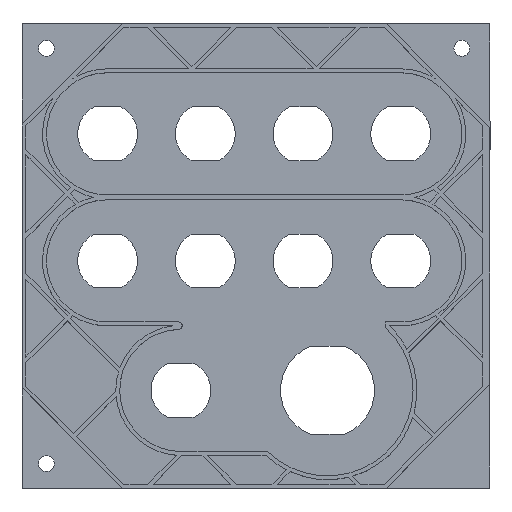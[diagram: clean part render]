
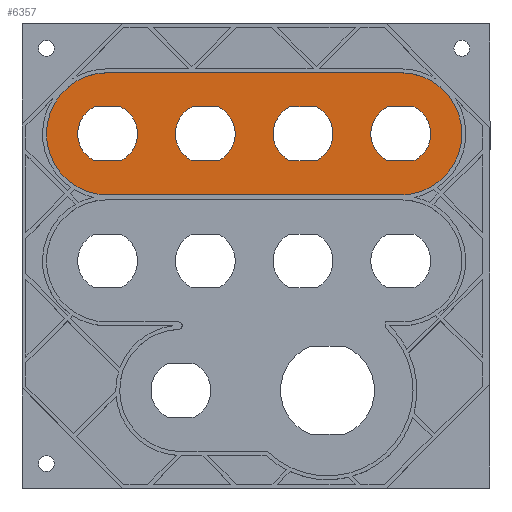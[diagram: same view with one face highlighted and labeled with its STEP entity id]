
A CAD part, top view. The second image highlights one B-rep face of the part: STEP entity #6357.
In plain terms, the highlighted planar face has unit normal (0, 0, 1).
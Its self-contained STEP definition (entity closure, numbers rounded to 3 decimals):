
#74=FACE_BOUND('',#1055,.T.);
#75=FACE_BOUND('',#1056,.T.);
#76=FACE_BOUND('',#1057,.T.);
#77=FACE_BOUND('',#1058,.T.);
#265=CIRCLE('',#6499,6.125);
#266=CIRCLE('',#6501,6.125);
#269=CIRCLE('',#6506,6.125);
#270=CIRCLE('',#6508,6.125);
#273=CIRCLE('',#6513,6.125);
#274=CIRCLE('',#6515,6.125);
#277=CIRCLE('',#6520,6.125);
#278=CIRCLE('',#6522,6.125);
#353=CIRCLE('',#6760,12.5);
#354=CIRCLE('',#6761,12.5);
#654=FACE_OUTER_BOUND('',#1054,.T.);
#1054=EDGE_LOOP('',(#5441,#5442,#5443,#5444));
#1055=EDGE_LOOP('',(#5445,#5446,#5447,#5448));
#1056=EDGE_LOOP('',(#5449,#5450,#5451,#5452));
#1057=EDGE_LOOP('',(#5453,#5454,#5455,#5456));
#1058=EDGE_LOOP('',(#5457,#5458,#5459,#5460));
#1185=LINE('',#8425,#1874);
#1191=LINE('',#8446,#1880);
#1197=LINE('',#8467,#1886);
#1203=LINE('',#8488,#1892);
#1222=LINE('',#8537,#1911);
#1224=LINE('',#8540,#1913);
#1226=LINE('',#8543,#1915);
#1228=LINE('',#8546,#1917);
#1717=LINE('',#10877,#2406);
#1718=LINE('',#10880,#2407);
#1874=VECTOR('',#6937,10.);
#1880=VECTOR('',#6957,10.);
#1886=VECTOR('',#6977,10.);
#1892=VECTOR('',#6997,10.);
#1911=VECTOR('',#7052,10.);
#1913=VECTOR('',#7056,10.);
#1915=VECTOR('',#7060,10.);
#1917=VECTOR('',#7064,10.);
#2406=VECTOR('',#7997,10.);
#2407=VECTOR('',#8000,10.);
#2569=VERTEX_POINT('',#8422);
#2570=VERTEX_POINT('',#8424);
#2572=VERTEX_POINT('',#8430);
#2573=VERTEX_POINT('',#8434);
#2577=VERTEX_POINT('',#8443);
#2578=VERTEX_POINT('',#8445);
#2580=VERTEX_POINT('',#8451);
#2581=VERTEX_POINT('',#8455);
#2585=VERTEX_POINT('',#8464);
#2586=VERTEX_POINT('',#8466);
#2588=VERTEX_POINT('',#8472);
#2589=VERTEX_POINT('',#8476);
#2593=VERTEX_POINT('',#8485);
#2594=VERTEX_POINT('',#8487);
#2596=VERTEX_POINT('',#8493);
#2597=VERTEX_POINT('',#8497);
#3084=VERTEX_POINT('',#10873);
#3085=VERTEX_POINT('',#10874);
#3086=VERTEX_POINT('',#10876);
#3087=VERTEX_POINT('',#10878);
#3182=EDGE_CURVE('',#2570,#2569,#1185,.T.);
#3186=EDGE_CURVE('',#2569,#2572,#265,.T.);
#3187=EDGE_CURVE('',#2573,#2570,#266,.T.);
#3192=EDGE_CURVE('',#2578,#2577,#1191,.T.);
#3196=EDGE_CURVE('',#2577,#2580,#269,.T.);
#3197=EDGE_CURVE('',#2581,#2578,#270,.T.);
#3202=EDGE_CURVE('',#2586,#2585,#1197,.T.);
#3206=EDGE_CURVE('',#2585,#2588,#273,.T.);
#3207=EDGE_CURVE('',#2589,#2586,#274,.T.);
#3212=EDGE_CURVE('',#2594,#2593,#1203,.T.);
#3216=EDGE_CURVE('',#2593,#2596,#277,.T.);
#3217=EDGE_CURVE('',#2597,#2594,#278,.T.);
#3239=EDGE_CURVE('',#2572,#2573,#1222,.T.);
#3241=EDGE_CURVE('',#2580,#2581,#1224,.T.);
#3243=EDGE_CURVE('',#2588,#2589,#1226,.T.);
#3245=EDGE_CURVE('',#2596,#2597,#1228,.T.);
#3917=EDGE_CURVE('',#3084,#3085,#353,.T.);
#3918=EDGE_CURVE('',#3086,#3084,#1717,.T.);
#3919=EDGE_CURVE('',#3087,#3086,#354,.T.);
#3920=EDGE_CURVE('',#3085,#3087,#1718,.T.);
#5441=ORIENTED_EDGE('',*,*,#3917,.F.);
#5442=ORIENTED_EDGE('',*,*,#3918,.F.);
#5443=ORIENTED_EDGE('',*,*,#3919,.F.);
#5444=ORIENTED_EDGE('',*,*,#3920,.F.);
#5445=ORIENTED_EDGE('',*,*,#3197,.T.);
#5446=ORIENTED_EDGE('',*,*,#3192,.T.);
#5447=ORIENTED_EDGE('',*,*,#3196,.T.);
#5448=ORIENTED_EDGE('',*,*,#3241,.T.);
#5449=ORIENTED_EDGE('',*,*,#3217,.T.);
#5450=ORIENTED_EDGE('',*,*,#3212,.T.);
#5451=ORIENTED_EDGE('',*,*,#3216,.T.);
#5452=ORIENTED_EDGE('',*,*,#3245,.T.);
#5453=ORIENTED_EDGE('',*,*,#3207,.T.);
#5454=ORIENTED_EDGE('',*,*,#3202,.T.);
#5455=ORIENTED_EDGE('',*,*,#3206,.T.);
#5456=ORIENTED_EDGE('',*,*,#3243,.T.);
#5457=ORIENTED_EDGE('',*,*,#3187,.T.);
#5458=ORIENTED_EDGE('',*,*,#3182,.T.);
#5459=ORIENTED_EDGE('',*,*,#3186,.T.);
#5460=ORIENTED_EDGE('',*,*,#3239,.T.);
#6021=PLANE('',#6759);
#6357=ADVANCED_FACE('',(#654,#74,#75,#76,#77),#6021,.T.);
#6499=AXIS2_PLACEMENT_3D('',#8432,#6944,#6945);
#6501=AXIS2_PLACEMENT_3D('',#8435,#6948,#6949);
#6506=AXIS2_PLACEMENT_3D('',#8453,#6964,#6965);
#6508=AXIS2_PLACEMENT_3D('',#8456,#6968,#6969);
#6513=AXIS2_PLACEMENT_3D('',#8474,#6984,#6985);
#6515=AXIS2_PLACEMENT_3D('',#8477,#6988,#6989);
#6520=AXIS2_PLACEMENT_3D('',#8495,#7004,#7005);
#6522=AXIS2_PLACEMENT_3D('',#8498,#7008,#7009);
#6759=AXIS2_PLACEMENT_3D('',#10872,#7993,#7994);
#6760=AXIS2_PLACEMENT_3D('',#10875,#7995,#7996);
#6761=AXIS2_PLACEMENT_3D('',#10879,#7998,#7999);
#6937=DIRECTION('',(1.,0.,0.));
#6944=DIRECTION('center_axis',(0.,0.,
-1.));
#6945=DIRECTION('ref_axis',(-1.,0.,0.));
#6948=DIRECTION('center_axis',(0.,0.,
-1.));
#6949=DIRECTION('ref_axis',(-1.,0.,0.));
#6957=DIRECTION('',(1.,0.,0.));
#6964=DIRECTION('center_axis',(0.,0.,-1.));
#6965=DIRECTION('ref_axis',(-1.,0.,0.));
#6968=DIRECTION('center_axis',(0.,0.,-1.));
#6969=DIRECTION('ref_axis',(-1.,0.,0.));
#6977=DIRECTION('',(1.,0.,0.));
#6984=DIRECTION('center_axis',(0.,0.,
-1.));
#6985=DIRECTION('ref_axis',(-1.,0.,0.));
#6988=DIRECTION('center_axis',(0.,0.,
-1.));
#6989=DIRECTION('ref_axis',(-1.,0.,0.));
#6997=DIRECTION('',(1.,0.,0.));
#7004=DIRECTION('center_axis',(0.,0.,-1.));
#7005=DIRECTION('ref_axis',(-1.,0.,0.));
#7008=DIRECTION('center_axis',(0.,0.,-1.));
#7009=DIRECTION('ref_axis',(-1.,0.,0.));
#7052=DIRECTION('',(-1.,0.,0.));
#7056=DIRECTION('',(-1.,0.,0.));
#7060=DIRECTION('',(-1.,0.,0.));
#7064=DIRECTION('',(-1.,0.,0.));
#7993=DIRECTION('center_axis',(0.,0.,1.));
#7994=DIRECTION('ref_axis',(1.,0.,0.));
#7995=DIRECTION('center_axis',(0.,0.,-1.));
#7996=DIRECTION('ref_axis',(-1.,0.,0.));
#7997=DIRECTION('',(-1.,0.,0.));
#7998=DIRECTION('center_axis',(0.,0.,-1.));
#7999=DIRECTION('ref_axis',(-1.,0.,0.));
#8000=DIRECTION('',(1.,0.,0.));
#8422=CARTESIAN_POINT('',(-27.305,30.5,1.));
#8424=CARTESIAN_POINT('',(-32.695,30.5,1.));
#8425=CARTESIAN_POINT('',(32.695,30.5,1.));
#8430=CARTESIAN_POINT('',(-27.305,19.5,1.));
#8432=CARTESIAN_POINT('Origin',(-30.,25.,1.));
#8434=CARTESIAN_POINT('',(-32.695,19.5,1.));
#8435=CARTESIAN_POINT('Origin',(-30.,25.,1.));
#8443=CARTESIAN_POINT('',(12.695,30.5,1.));
#8445=CARTESIAN_POINT('',(7.305,30.5,1.));
#8446=CARTESIAN_POINT('',(32.695,30.5,1.));
#8451=CARTESIAN_POINT('',(12.695,19.5,1.));
#8453=CARTESIAN_POINT('Origin',(10.,25.,1.));
#8455=CARTESIAN_POINT('',(7.305,19.5,1.));
#8456=CARTESIAN_POINT('Origin',(10.,25.,1.));
#8464=CARTESIAN_POINT('',(32.695,30.5,1.));
#8466=CARTESIAN_POINT('',(27.305,30.5,1.));
#8467=CARTESIAN_POINT('',(32.695,30.5,1.));
#8472=CARTESIAN_POINT('',(32.695,19.5,1.));
#8474=CARTESIAN_POINT('Origin',(30.,25.,1.));
#8476=CARTESIAN_POINT('',(27.305,19.5,1.));
#8477=CARTESIAN_POINT('Origin',(30.,25.,1.));
#8485=CARTESIAN_POINT('',(-7.305,30.5,1.));
#8487=CARTESIAN_POINT('',(-12.695,30.5,1.));
#8488=CARTESIAN_POINT('',(32.695,30.5,1.));
#8493=CARTESIAN_POINT('',(-7.305,19.5,1.));
#8495=CARTESIAN_POINT('Origin',(-10.,25.,1.));
#8497=CARTESIAN_POINT('',(-12.695,19.5,1.));
#8498=CARTESIAN_POINT('Origin',(-10.,25.,1.));
#8537=CARTESIAN_POINT('',(32.695,19.5,1.));
#8540=CARTESIAN_POINT('',(32.695,19.5,1.));
#8543=CARTESIAN_POINT('',(32.695,19.5,1.));
#8546=CARTESIAN_POINT('',(32.695,19.5,1.));
#10872=CARTESIAN_POINT('Origin',(0.,0.,
1.));
#10873=CARTESIAN_POINT('',(-30.,12.5,1.));
#10874=CARTESIAN_POINT('',(-30.,37.5,1.));
#10875=CARTESIAN_POINT('Origin',(-30.,25.,1.));
#10876=CARTESIAN_POINT('',(30.,12.5,1.));
#10877=CARTESIAN_POINT('',(-15.,12.5,1.));
#10878=CARTESIAN_POINT('',(30.,37.5,1.));
#10879=CARTESIAN_POINT('Origin',(30.,25.,1.));
#10880=CARTESIAN_POINT('',(15.,37.5,1.));
